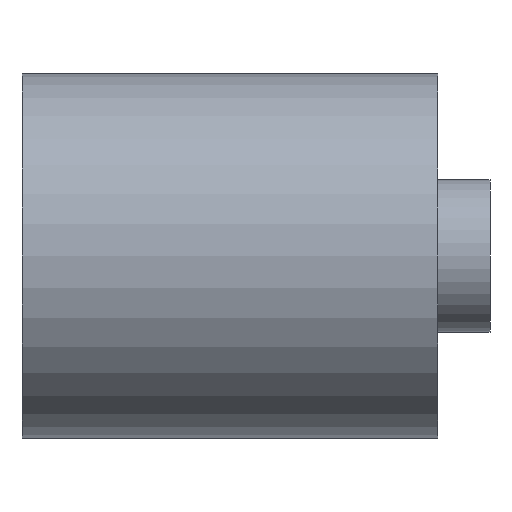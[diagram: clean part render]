
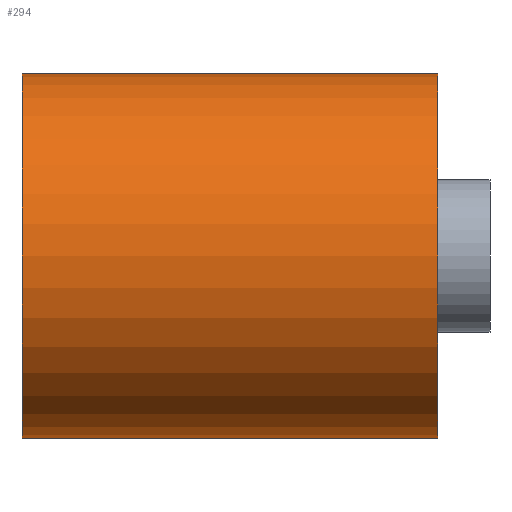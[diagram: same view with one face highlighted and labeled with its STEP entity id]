
A CAD part, left-side view. The second image highlights one B-rep face of the part: STEP entity #294.
In plain terms, the highlighted cylindrical face has radius 8 mm (diameter 16 mm), a partial arc.
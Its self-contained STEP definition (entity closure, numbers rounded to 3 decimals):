
#18 = CIRCLE ( 'NONE', #284, 8. ) ;
#21 = CYLINDRICAL_SURFACE ( 'NONE', #281, 8. ) ;
#24 = ORIENTED_EDGE ( 'NONE', *, *, #254, .T. ) ;
#27 = FACE_OUTER_BOUND ( 'NONE', #103, .T. ) ;
#31 = VERTEX_POINT ( 'NONE', #125 ) ;
#32 = ORIENTED_EDGE ( 'NONE', *, *, #243, .F. ) ;
#50 = ORIENTED_EDGE ( 'NONE', *, *, #287, .F. ) ;
#54 = VERTEX_POINT ( 'NONE', #139 ) ;
#73 = LINE ( 'NONE', #183, #75 ) ;
#75 = VECTOR ( 'NONE', #161, 1000. ) ;
#85 = LINE ( 'NONE', #201, #120 ) ;
#88 = VERTEX_POINT ( 'NONE', #140 ) ;
#93 = CIRCLE ( 'NONE', #288, 8. ) ;
#103 = EDGE_LOOP ( 'NONE', ( #32, #50, #24, #107 ) ) ;
#104 = VERTEX_POINT ( 'NONE', #136 ) ;
#107 = ORIENTED_EDGE ( 'NONE', *, *, #244, .T. ) ;
#120 = VECTOR ( 'NONE', #209, 1000. ) ;
#125 = CARTESIAN_POINT ( 'NONE',  ( 0., 0., -8. ) ) ;
#126 = DIRECTION ( 'NONE',  ( 0., 1., 0. ) ) ;
#131 = DIRECTION ( 'NONE',  ( 0., 0., 1. ) ) ;
#136 = CARTESIAN_POINT ( 'NONE',  ( 0., 18.25, -8. ) ) ;
#139 = CARTESIAN_POINT ( 'NONE',  ( 0., 0., 8. ) ) ;
#140 = CARTESIAN_POINT ( 'NONE',  ( 0., 18.25, 8. ) ) ;
#159 = CARTESIAN_POINT ( 'NONE',  ( 0., 0., 0. ) ) ;
#161 = DIRECTION ( 'NONE',  ( 0., -1., 0. ) ) ;
#166 = DIRECTION ( 'NONE',  ( 0., 1., 0. ) ) ;
#174 = DIRECTION ( 'NONE',  ( 0., -1., 0. ) ) ;
#183 = CARTESIAN_POINT ( 'NONE',  ( 0., 18.25, -8. ) ) ;
#201 = CARTESIAN_POINT ( 'NONE',  ( 0., 18.25, 8. ) ) ;
#202 = DIRECTION ( 'NONE',  ( 0., 0., 1. ) ) ;
#207 = CARTESIAN_POINT ( 'NONE',  ( 0., 18.25, 0. ) ) ;
#208 = DIRECTION ( 'NONE',  ( 0., 0., -1. ) ) ;
#209 = DIRECTION ( 'NONE',  ( 0., -1., 0. ) ) ;
#226 = CARTESIAN_POINT ( 'NONE',  ( 0., 18.25, 0. ) ) ;
#243 = EDGE_CURVE ( 'NONE', #88, #54, #85, .T. ) ;
#244 = EDGE_CURVE ( 'NONE', #31, #54, #93, .T. ) ;
#254 = EDGE_CURVE ( 'NONE', #104, #31, #73, .T. ) ;
#281 = AXIS2_PLACEMENT_3D ( 'NONE', #207, #174, #208 ) ;
#284 = AXIS2_PLACEMENT_3D ( 'NONE', #226, #126, #131 ) ;
#287 = EDGE_CURVE ( 'NONE', #104, #88, #18, .T. ) ;
#288 = AXIS2_PLACEMENT_3D ( 'NONE', #159, #166, #202 ) ;
#294 = ADVANCED_FACE ( 'NONE', ( #27 ), #21, .T. ) ;
